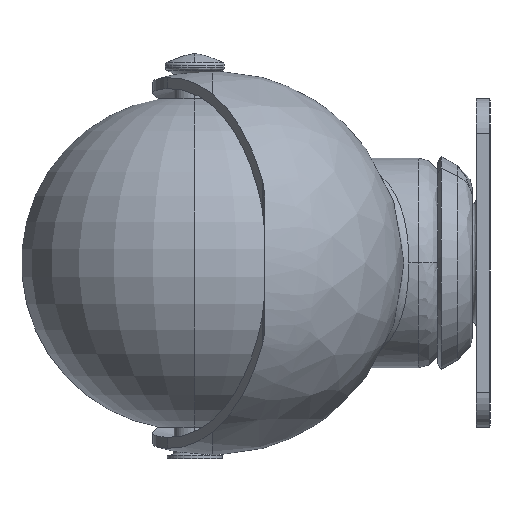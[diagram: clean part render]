
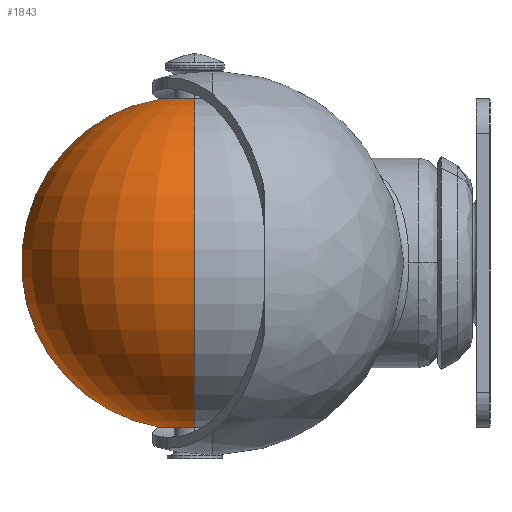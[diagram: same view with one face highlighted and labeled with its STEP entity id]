
A CAD part, left-side view. The second image highlights one B-rep face of the part: STEP entity #1843.
In plain terms, the highlighted toroidal (fillet/blend) face has major radius 1.194 mm and minor radius 23.806 mm.
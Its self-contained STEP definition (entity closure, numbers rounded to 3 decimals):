
#293 = VERTEX_POINT ( 'NONE', #1848 ) ;
#455 = EDGE_LOOP ( 'NONE', ( #904, #5544, #8328, #7818 ) ) ;
#756 = CARTESIAN_POINT ( 'NONE',  ( -20., 42.255, 0. ) ) ;
#904 = ORIENTED_EDGE ( 'NONE', *, *, #3394, .F. ) ;
#1196 = CARTESIAN_POINT ( 'NONE',  ( -18.806, 42.255, 0. ) ) ;
#1774 = CIRCLE ( 'NONE', #2944, 23.806 ) ;
#1843 = ADVANCED_FACE ( 'NONE', ( #5542 ), #7248, .T. ) ;
#1848 = CARTESIAN_POINT ( 'NONE',  ( -25., 42.255, -23.5 ) ) ;
#1853 = EDGE_CURVE ( 'NONE', #293, #6462, #2753, .T. ) ;
#2156 = CARTESIAN_POINT ( 'NONE',  ( -15., 42.255, -23.5 ) ) ;
#2456 = DIRECTION ( 'NONE',  ( 0., 0., -1. ) ) ;
#2753 = CIRCLE ( 'NONE', #7744, 5. ) ;
#2944 = AXIS2_PLACEMENT_3D ( 'NONE', #1196, #7640, #5244 ) ;
#3177 = VERTEX_POINT ( 'NONE', #7328 ) ;
#3181 = DIRECTION ( 'NONE',  ( 1., 0., 0. ) ) ;
#3394 = EDGE_CURVE ( 'NONE', #3177, #293, #9332, .T. ) ;
#3416 = DIRECTION ( 'NONE',  ( 0., 0., -1. ) ) ;
#3457 = AXIS2_PLACEMENT_3D ( 'NONE', #7930, #6317, #4763 ) ;
#4763 = DIRECTION ( 'NONE',  ( 1., 0., 0. ) ) ;
#4817 = CARTESIAN_POINT ( 'NONE',  ( -20., 42.255, -23.5 ) ) ;
#4827 = AXIS2_PLACEMENT_3D ( 'NONE', #5765, #7527, #3416 ) ;
#5089 = AXIS2_PLACEMENT_3D ( 'NONE', #756, #2456, #3181 ) ;
#5244 = DIRECTION ( 'NONE',  ( 0., 0., 1. ) ) ;
#5542 = FACE_OUTER_BOUND ( 'NONE', #455, .T. ) ;
#5544 = ORIENTED_EDGE ( 'NONE', *, *, #7479, .F. ) ;
#5765 = CARTESIAN_POINT ( 'NONE',  ( -21.194, 42.255, 0. ) ) ;
#6317 = DIRECTION ( 'NONE',  ( 0., 0., 1. ) ) ;
#6462 = VERTEX_POINT ( 'NONE', #2156 ) ;
#6959 = CARTESIAN_POINT ( 'NONE',  ( -15., 42.255, 23.5 ) ) ;
#7248 = TOROIDAL_SURFACE ( 'NONE', #5089, 1.194, 23.806 ) ;
#7328 = CARTESIAN_POINT ( 'NONE',  ( -25., 42.255, 23.5 ) ) ;
#7479 = EDGE_CURVE ( 'NONE', #9003, #3177, #7949, .T. ) ;
#7527 = DIRECTION ( 'NONE',  ( 0., -1., 0. ) ) ;
#7640 = DIRECTION ( 'NONE',  ( 0., 1., 0. ) ) ;
#7744 = AXIS2_PLACEMENT_3D ( 'NONE', #4817, #7990, #7766 ) ;
#7766 = DIRECTION ( 'NONE',  ( 1., 0., 0. ) ) ;
#7818 = ORIENTED_EDGE ( 'NONE', *, *, #1853, .F. ) ;
#7930 = CARTESIAN_POINT ( 'NONE',  ( -20., 42.255, 23.5 ) ) ;
#7949 = CIRCLE ( 'NONE', #3457, 5. ) ;
#7990 = DIRECTION ( 'NONE',  ( 0., 0., -1. ) ) ;
#8328 = ORIENTED_EDGE ( 'NONE', *, *, #8896, .T. ) ;
#8896 = EDGE_CURVE ( 'NONE', #9003, #6462, #1774, .T. ) ;
#9003 = VERTEX_POINT ( 'NONE', #6959 ) ;
#9332 = CIRCLE ( 'NONE', #4827, 23.806 ) ;
